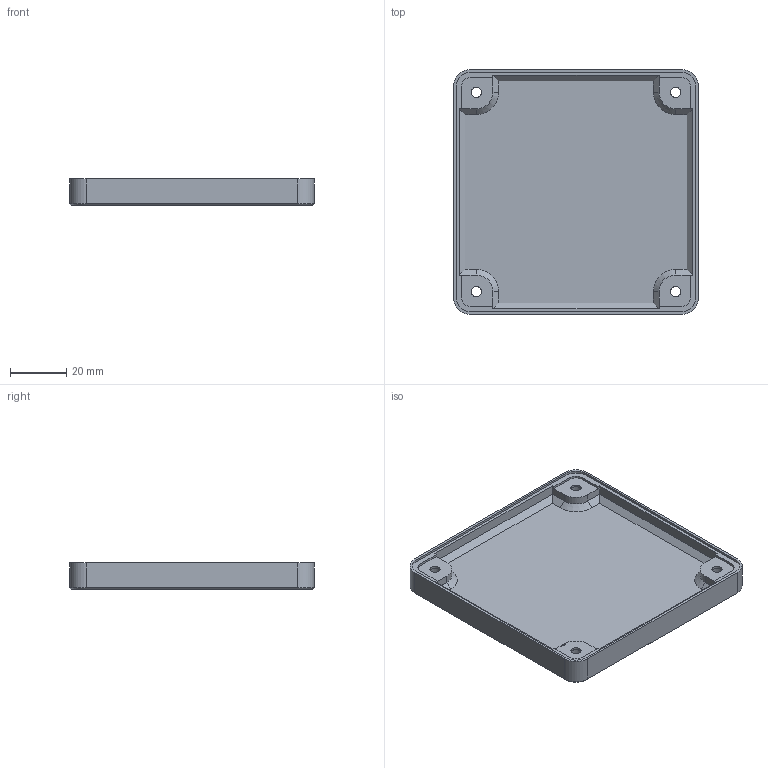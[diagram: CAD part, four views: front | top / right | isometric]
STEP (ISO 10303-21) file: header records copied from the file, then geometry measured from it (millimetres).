
FILE_DESCRIPTION(/* description */ (''),/* implementation_level */ '2;1');
FILE_NAME(/* name */ 'Kitsune v0.3 bottom.step',/* time_stamp */ '2025-06-24T11:45:06+01:00',/* author */ (''),/* organization */ (''),/* preprocessor_version */ 'ST-DEVELOPER v20.1',/* originating_system */ 'Autodesk Translation Framework v14.10.0.0',/* authorisation */ '');
FILE_SCHEMA (('AUTOMOTIVE_DESIGN { 1 0 10303 214 3 1 1 }'));
Length unit declared in the file: millimetre
Products named in the file (1): Kitsune v0.3 bottom
Bounding box: 87.28 x 87.28 x 9.4 mm (x, y, z)
Volume: 28701.4 mm3; surface area: 21329.9 mm2
Topology: 1 solids, 1 shells, 1244 faces, 3409 edges, 2254 vertices
Faces by surface type: plane 617, bspline 589, cylinder 26, cone 12
Full cylindrical faces by diameter (mm): 3.6 x4, 4.5 x4
Entity records: 44538 total; most frequent: CARTESIAN_POINT 16951, ORIENTED_EDGE 6818, DIRECTION 3607, EDGE_CURVE 3409, VERTEX_POINT 2254, LINE 2167, VECTOR 2167, EDGE_LOOP 1339
